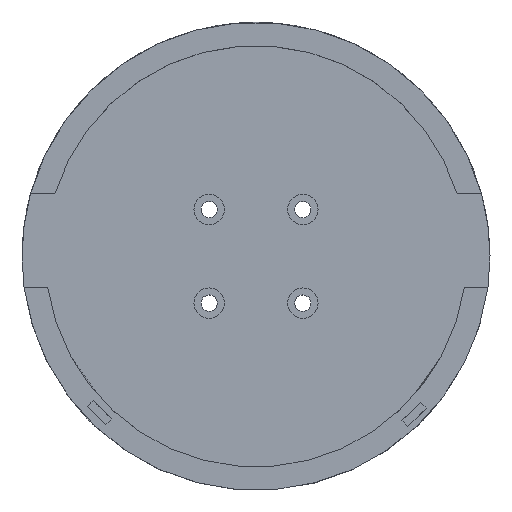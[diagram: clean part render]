
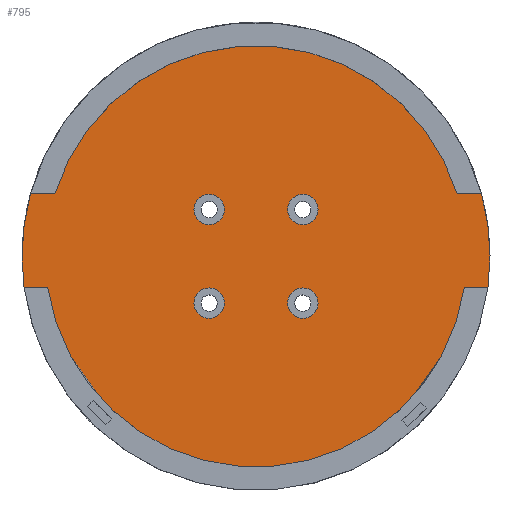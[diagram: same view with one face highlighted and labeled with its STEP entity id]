
A CAD part, top view. The second image highlights one B-rep face of the part: STEP entity #795.
In plain terms, the highlighted planar face has unit normal (0, 0, 1).
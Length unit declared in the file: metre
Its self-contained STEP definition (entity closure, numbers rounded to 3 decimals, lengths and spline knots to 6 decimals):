
#37=CIRCLE('',#858,0.045);
#38=CIRCLE('',#860,0.05);
#40=CIRCLE('',#862,0.05);
#43=CIRCLE('',#868,0.045);
#44=CIRCLE('',#870,0.00325);
#45=CIRCLE('',#871,0.00325);
#46=CIRCLE('',#872,0.00325);
#47=CIRCLE('',#873,0.00325);
#118=ORIENTED_EDGE('',*,*,#297,.T.);
#119=ORIENTED_EDGE('',*,*,#317,.T.);
#120=ORIENTED_EDGE('',*,*,#304,.T.);
#121=ORIENTED_EDGE('',*,*,#318,.F.);
#122=ORIENTED_EDGE('',*,*,#315,.T.);
#123=ORIENTED_EDGE('',*,*,#319,.F.);
#124=ORIENTED_EDGE('',*,*,#300,.T.);
#125=ORIENTED_EDGE('',*,*,#320,.T.);
#126=ORIENTED_EDGE('',*,*,#321,.F.);
#127=ORIENTED_EDGE('',*,*,#322,.F.);
#128=ORIENTED_EDGE('',*,*,#323,.F.);
#129=ORIENTED_EDGE('',*,*,#324,.F.);
#297=EDGE_CURVE('',#397,#398,#37,.T.);
#300=EDGE_CURVE('',#401,#402,#38,.T.);
#304=EDGE_CURVE('',#406,#405,#40,.T.);
#315=EDGE_CURVE('',#413,#412,#43,.T.);
#317=EDGE_CURVE('',#398,#406,#480,.T.);
#318=EDGE_CURVE('',#413,#405,#481,.T.);
#319=EDGE_CURVE('',#401,#412,#482,.T.);
#320=EDGE_CURVE('',#402,#397,#483,.T.);
#321=EDGE_CURVE('',#414,#414,#44,.T.);
#322=EDGE_CURVE('',#415,#415,#45,.T.);
#323=EDGE_CURVE('',#416,#416,#46,.T.);
#324=EDGE_CURVE('',#417,#417,#47,.T.);
#397=VERTEX_POINT('',#1234);
#398=VERTEX_POINT('',#1236);
#401=VERTEX_POINT('',#1264);
#402=VERTEX_POINT('',#1265);
#405=VERTEX_POINT('',#1271);
#406=VERTEX_POINT('',#1273);
#412=VERTEX_POINT('',#1292);
#413=VERTEX_POINT('',#1294);
#414=VERTEX_POINT('',#1302);
#415=VERTEX_POINT('',#1304);
#416=VERTEX_POINT('',#1306);
#417=VERTEX_POINT('',#1308);
#480=LINE('',#1297,#550);
#481=LINE('',#1298,#551);
#482=LINE('',#1299,#552);
#483=LINE('',#1300,#553);
#550=VECTOR('',#1005,1.);
#551=VECTOR('',#1006,1.);
#552=VECTOR('',#1007,1.);
#553=VECTOR('',#1008,1.);
#606=EDGE_LOOP('',(#118,#119,#120,#121,#122,#123,#124,#125));
#607=EDGE_LOOP('',(#126));
#608=EDGE_LOOP('',(#127));
#609=EDGE_LOOP('',(#128));
#610=EDGE_LOOP('',(#129));
#690=FACE_BOUND('',#606,.T.);
#691=FACE_BOUND('',#607,.T.);
#692=FACE_BOUND('',#608,.T.);
#693=FACE_BOUND('',#609,.T.);
#694=FACE_BOUND('',#610,.T.);
#759=PLANE('',#869);
#795=ADVANCED_FACE('',(#690,#691,#692,#693,#694),#759,.T.);
#858=AXIS2_PLACEMENT_3D('',#1237,#970,#971);
#860=AXIS2_PLACEMENT_3D('',#1263,#974,#975);
#862=AXIS2_PLACEMENT_3D('',#1272,#980,#981);
#868=AXIS2_PLACEMENT_3D('',#1293,#1000,#1001);
#869=AXIS2_PLACEMENT_3D('',#1296,#1003,#1004);
#870=AXIS2_PLACEMENT_3D('',#1301,#1009,#1010);
#871=AXIS2_PLACEMENT_3D('',#1303,#1011,#1012);
#872=AXIS2_PLACEMENT_3D('',#1305,#1013,#1014);
#873=AXIS2_PLACEMENT_3D('',#1307,#1015,#1016);
#970=DIRECTION('',(0.,0.,1.));
#971=DIRECTION('',(0.,1.,0.));
#974=DIRECTION('',(0.,0.,1.));
#975=DIRECTION('',(0.,1.,0.));
#980=DIRECTION('',(0.,0.,1.));
#981=DIRECTION('',(0.,1.,0.));
#1000=DIRECTION('',(0.,0.,1.));
#1001=DIRECTION('',(0.,1.,0.));
#1003=DIRECTION('',(0.,0.,1.));
#1004=DIRECTION('',(-1.,0.,0.));
#1005=DIRECTION('',(1.,0.,0.));
#1006=DIRECTION('',(1.,0.,0.));
#1007=DIRECTION('',(1.,0.,0.));
#1008=DIRECTION('',(1.,0.,0.));
#1009=DIRECTION('',(0.,0.,1.));
#1010=DIRECTION('',(0.,1.,0.));
#1011=DIRECTION('',(0.,0.,1.));
#1012=DIRECTION('',(0.,1.,0.));
#1013=DIRECTION('',(0.,0.,1.));
#1014=DIRECTION('',(0.,1.,0.));
#1015=DIRECTION('',(0.,0.,1.));
#1016=DIRECTION('',(0.,1.,0.));
#1234=CARTESIAN_POINT('',(-0.04451,-0.001625,0.012));
#1236=CARTESIAN_POINT('',(0.04451,-0.001625,0.012));
#1237=CARTESIAN_POINT('',(0.,0.005,0.012));
#1263=CARTESIAN_POINT('',(0.,0.005,0.012));
#1264=CARTESIAN_POINT('',(-0.048178,0.018375,0.012));
#1265=CARTESIAN_POINT('',(-0.049559,-0.001625,0.012));
#1271=CARTESIAN_POINT('',(0.048178,0.018375,0.012));
#1272=CARTESIAN_POINT('',(0.,0.005,0.012));
#1273=CARTESIAN_POINT('',(0.049559,-0.001625,0.012));
#1292=CARTESIAN_POINT('',(-0.042966,0.018375,0.012));
#1293=CARTESIAN_POINT('',(0.,0.005,0.012));
#1294=CARTESIAN_POINT('',(0.042966,0.018375,0.012));
#1296=CARTESIAN_POINT('',(0.,0.005,0.012));
#1297=CARTESIAN_POINT('',(0.,-0.001625,0.012));
#1298=CARTESIAN_POINT('',(0.,0.018375,0.012));
#1299=CARTESIAN_POINT('',(0.,0.018375,0.012));
#1300=CARTESIAN_POINT('',(0.,-0.001625,0.012));
#1301=CARTESIAN_POINT('',(0.01,-0.005,0.012));
#1302=CARTESIAN_POINT('',(0.01,-0.00175,0.012));
#1303=CARTESIAN_POINT('',(-0.01,-0.005,0.012));
#1304=CARTESIAN_POINT('',(-0.01,-0.00175,0.012));
#1305=CARTESIAN_POINT('',(-0.01,0.015,0.012));
#1306=CARTESIAN_POINT('',(-0.01,0.01825,0.012));
#1307=CARTESIAN_POINT('',(0.01,0.015,0.012));
#1308=CARTESIAN_POINT('',(0.01,0.01825,0.012));
